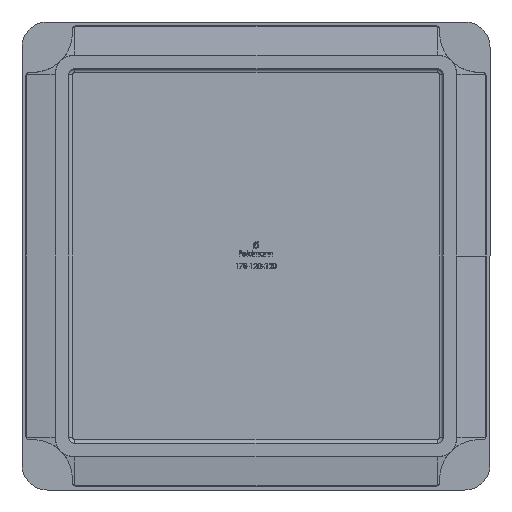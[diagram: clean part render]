
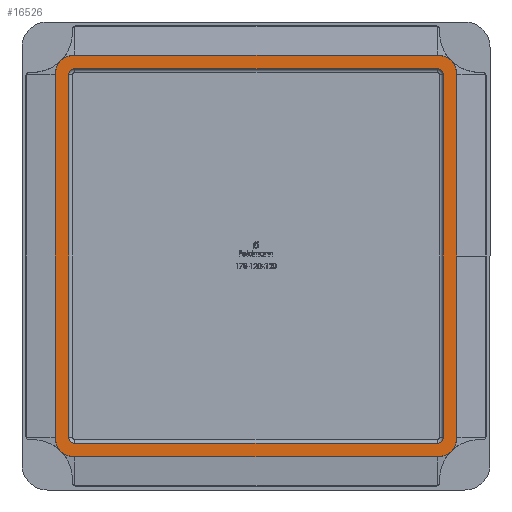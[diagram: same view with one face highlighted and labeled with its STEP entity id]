
A CAD part, front view. The second image highlights one B-rep face of the part: STEP entity #16526.
In plain terms, the highlighted planar face has unit normal (0, -1, 0).
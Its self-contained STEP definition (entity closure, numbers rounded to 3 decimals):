
#64 = EDGE_CURVE ( 'NONE', #9742, #17809, #5154, .T. ) ;
#119 = DIRECTION ( 'NONE',  ( 0., 0., 1. ) ) ;
#236 = CARTESIAN_POINT ( 'NONE',  ( -48., -21., 46.5 ) ) ;
#434 = CARTESIAN_POINT ( 'NONE',  ( 46.5, -21., 51.5 ) ) ;
#451 = CARTESIAN_POINT ( 'NONE',  ( 48., -21., 46.5 ) ) ;
#556 = VERTEX_POINT ( 'NONE', #2942 ) ;
#564 = DIRECTION ( 'NONE',  ( 0., -1., 0. ) ) ;
#945 = CARTESIAN_POINT ( 'NONE',  ( -46.5, -21., 48. ) ) ;
#1007 = CARTESIAN_POINT ( 'NONE',  ( 46.5, -21., -46.5 ) ) ;
#1025 = ORIENTED_EDGE ( 'NONE', *, *, #8790, .F. ) ;
#1057 = DIRECTION ( 'NONE',  ( -1., 0., 0. ) ) ;
#1146 = AXIS2_PLACEMENT_3D ( 'NONE', #13152, #3370, #119 ) ;
#1209 = CARTESIAN_POINT ( 'NONE',  ( -46.5, -21., 51.5 ) ) ;
#1232 = CARTESIAN_POINT ( 'NONE',  ( -46.5, -21., -51.5 ) ) ;
#1249 = LINE ( 'NONE', #19082, #6360 ) ;
#1586 = DIRECTION ( 'NONE',  ( 0., 0., -1. ) ) ;
#1664 = VERTEX_POINT ( 'NONE', #434 ) ;
#1680 = CIRCLE ( 'NONE', #3500, 5. ) ;
#1897 = CARTESIAN_POINT ( 'NONE',  ( 46.5, -21., 46.5 ) ) ;
#2111 = CARTESIAN_POINT ( 'NONE',  ( -51.5, -21., 46.5 ) ) ;
#2433 = DIRECTION ( 'NONE',  ( 0., -1., 0. ) ) ;
#2459 = EDGE_LOOP ( 'NONE', ( #13274, #3343, #11844, #8889, #1025, #15331, #17728, #18645 ) ) ;
#2584 = CARTESIAN_POINT ( 'NONE',  ( 48., -21., 46.5 ) ) ;
#2699 = CARTESIAN_POINT ( 'NONE',  ( -46.5, -21., 48. ) ) ;
#2705 = VERTEX_POINT ( 'NONE', #11447 ) ;
#2942 = CARTESIAN_POINT ( 'NONE',  ( -46.5, -21., -48. ) ) ;
#3104 = ORIENTED_EDGE ( 'NONE', *, *, #19394, .T. ) ;
#3284 = VERTEX_POINT ( 'NONE', #9911 ) ;
#3343 = ORIENTED_EDGE ( 'NONE', *, *, #5640, .F. ) ;
#3370 = DIRECTION ( 'NONE',  ( 0., -1., 0. ) ) ;
#3500 = AXIS2_PLACEMENT_3D ( 'NONE', #1007, #19364, #1586 ) ;
#4059 = EDGE_CURVE ( 'NONE', #1664, #8981, #1249, .T. ) ;
#4203 = EDGE_CURVE ( 'NONE', #10985, #15454, #19251, .T. ) ;
#4343 = PLANE ( 'NONE',  #13375 ) ;
#4686 = CARTESIAN_POINT ( 'NONE',  ( -46.5, -21., -51.5 ) ) ;
#4847 = EDGE_CURVE ( 'NONE', #10532, #10985, #11898, .T. ) ;
#4914 = DIRECTION ( 'NONE',  ( 0., -1., 0. ) ) ;
#5154 = LINE ( 'NONE', #16576, #17563 ) ;
#5640 = EDGE_CURVE ( 'NONE', #15852, #9742, #11611, .T. ) ;
#5749 = DIRECTION ( 'NONE',  ( 0., 0., -1. ) ) ;
#5761 = LINE ( 'NONE', #451, #6017 ) ;
#5816 = FACE_OUTER_BOUND ( 'NONE', #20229, .T. ) ;
#5822 = AXIS2_PLACEMENT_3D ( 'NONE', #10458, #2433, #17338 ) ;
#6017 = VECTOR ( 'NONE', #10241, 1000. ) ;
#6072 = CARTESIAN_POINT ( 'NONE',  ( 51.5, -21., 46.5 ) ) ;
#6225 = EDGE_CURVE ( 'NONE', #8981, #10532, #9560, .T. ) ;
#6255 = AXIS2_PLACEMENT_3D ( 'NONE', #1897, #4914, #8367 ) ;
#6360 = VECTOR ( 'NONE', #12717, 1000. ) ;
#6402 = CARTESIAN_POINT ( 'NONE',  ( 46.5, -21., 48. ) ) ;
#6698 = CARTESIAN_POINT ( 'NONE',  ( 51.5, -21., -46.5 ) ) ;
#7233 = EDGE_CURVE ( 'NONE', #17809, #556, #15155, .T. ) ;
#7272 = ORIENTED_EDGE ( 'NONE', *, *, #8152, .T. ) ;
#7608 = VECTOR ( 'NONE', #13241, 1000. ) ;
#7726 = AXIS2_PLACEMENT_3D ( 'NONE', #19994, #564, #10356 ) ;
#7776 = LINE ( 'NONE', #11951, #12832 ) ;
#7796 = EDGE_CURVE ( 'NONE', #16432, #3284, #20432, .T. ) ;
#8152 = EDGE_CURVE ( 'NONE', #3284, #1664, #9808, .T. ) ;
#8367 = DIRECTION ( 'NONE',  ( 0., 0., 1. ) ) ;
#8500 = CARTESIAN_POINT ( 'NONE',  ( -46.5, -21., 46.5 ) ) ;
#8790 = EDGE_CURVE ( 'NONE', #2705, #14461, #5761, .T. ) ;
#8889 = ORIENTED_EDGE ( 'NONE', *, *, #11067, .F. ) ;
#8981 = VERTEX_POINT ( 'NONE', #1209 ) ;
#9425 = ORIENTED_EDGE ( 'NONE', *, *, #6225, .T. ) ;
#9457 = ORIENTED_EDGE ( 'NONE', *, *, #12584, .T. ) ;
#9560 = CIRCLE ( 'NONE', #14785, 5. ) ;
#9742 = VERTEX_POINT ( 'NONE', #236 ) ;
#9808 = CIRCLE ( 'NONE', #6255, 5. ) ;
#9911 = CARTESIAN_POINT ( 'NONE',  ( 51.5, -21., 46.5 ) ) ;
#10093 = CARTESIAN_POINT ( 'NONE',  ( -51.5, -21., 46.5 ) ) ;
#10241 = DIRECTION ( 'NONE',  ( 0., 0., 1. ) ) ;
#10356 = DIRECTION ( 'NONE',  ( 0., 0., 1. ) ) ;
#10422 = CARTESIAN_POINT ( 'NONE',  ( -48., -21., -46.5 ) ) ;
#10458 = CARTESIAN_POINT ( 'NONE',  ( -46.5, -21., 46.5 ) ) ;
#10532 = VERTEX_POINT ( 'NONE', #10093 ) ;
#10702 = CARTESIAN_POINT ( 'NONE',  ( 46.5, -21., -46.5 ) ) ;
#10922 = DIRECTION ( 'NONE',  ( 0., 0., -1. ) ) ;
#10985 = VERTEX_POINT ( 'NONE', #16589 ) ;
#11067 = EDGE_CURVE ( 'NONE', #14461, #14169, #12782, .T. ) ;
#11447 = CARTESIAN_POINT ( 'NONE',  ( 48., -21., -46.5 ) ) ;
#11562 = VERTEX_POINT ( 'NONE', #19224 ) ;
#11611 = CIRCLE ( 'NONE', #5822, 1.5 ) ;
#11844 = ORIENTED_EDGE ( 'NONE', *, *, #16211, .F. ) ;
#11897 = EDGE_CURVE ( 'NONE', #12744, #2705, #12508, .T. ) ;
#11898 = LINE ( 'NONE', #2111, #7608 ) ;
#11951 = CARTESIAN_POINT ( 'NONE',  ( -46.5, -21., -48. ) ) ;
#12087 = AXIS2_PLACEMENT_3D ( 'NONE', #12606, #20607, #15860 ) ;
#12128 = VECTOR ( 'NONE', #1057, 1000. ) ;
#12508 = CIRCLE ( 'NONE', #19987, 1.5 ) ;
#12547 = DIRECTION ( 'NONE',  ( 0., -1., 0. ) ) ;
#12584 = EDGE_CURVE ( 'NONE', #15454, #11562, #14519, .T. ) ;
#12606 = CARTESIAN_POINT ( 'NONE',  ( 46.5, -21., 46.5 ) ) ;
#12717 = DIRECTION ( 'NONE',  ( -1., 0., 0. ) ) ;
#12744 = VERTEX_POINT ( 'NONE', #19878 ) ;
#12782 = CIRCLE ( 'NONE', #12087, 1.5 ) ;
#12832 = VECTOR ( 'NONE', #19967, 1000. ) ;
#12835 = VECTOR ( 'NONE', #17373, 1000. ) ;
#12864 = DIRECTION ( 'NONE',  ( 1., 0., 0. ) ) ;
#13152 = CARTESIAN_POINT ( 'NONE',  ( -46.5, -21., -46.5 ) ) ;
#13241 = DIRECTION ( 'NONE',  ( 0., 0., -1. ) ) ;
#13274 = ORIENTED_EDGE ( 'NONE', *, *, #64, .F. ) ;
#13375 = AXIS2_PLACEMENT_3D ( 'NONE', #15871, #12547, #10922 ) ;
#14089 = DIRECTION ( 'NONE',  ( 0., -1., 0. ) ) ;
#14169 = VERTEX_POINT ( 'NONE', #6402 ) ;
#14461 = VERTEX_POINT ( 'NONE', #2584 ) ;
#14519 = LINE ( 'NONE', #1232, #19055 ) ;
#14785 = AXIS2_PLACEMENT_3D ( 'NONE', #8500, #19675, #14816 ) ;
#14816 = DIRECTION ( 'NONE',  ( 0., 0., 1. ) ) ;
#15155 = CIRCLE ( 'NONE', #7726, 1.5 ) ;
#15331 = ORIENTED_EDGE ( 'NONE', *, *, #11897, .F. ) ;
#15454 = VERTEX_POINT ( 'NONE', #4686 ) ;
#15632 = ORIENTED_EDGE ( 'NONE', *, *, #4847, .T. ) ;
#15819 = ORIENTED_EDGE ( 'NONE', *, *, #4203, .T. ) ;
#15852 = VERTEX_POINT ( 'NONE', #945 ) ;
#15860 = DIRECTION ( 'NONE',  ( 0., 0., 1. ) ) ;
#15871 = CARTESIAN_POINT ( 'NONE',  ( 46.5, -21., -46.5 ) ) ;
#16187 = LINE ( 'NONE', #2699, #12128 ) ;
#16211 = EDGE_CURVE ( 'NONE', #14169, #15852, #16187, .T. ) ;
#16432 = VERTEX_POINT ( 'NONE', #6698 ) ;
#16526 = ADVANCED_FACE ( 'NONE', ( #5816, #19221 ), #4343, .T. ) ;
#16576 = CARTESIAN_POINT ( 'NONE',  ( -48., -21., 46.5 ) ) ;
#16589 = CARTESIAN_POINT ( 'NONE',  ( -51.5, -21., -46.5 ) ) ;
#17279 = ORIENTED_EDGE ( 'NONE', *, *, #7796, .T. ) ;
#17338 = DIRECTION ( 'NONE',  ( 0., 0., 1. ) ) ;
#17373 = DIRECTION ( 'NONE',  ( 0., 0., 1. ) ) ;
#17563 = VECTOR ( 'NONE', #18185, 1000. ) ;
#17728 = ORIENTED_EDGE ( 'NONE', *, *, #20211, .F. ) ;
#17809 = VERTEX_POINT ( 'NONE', #10422 ) ;
#18185 = DIRECTION ( 'NONE',  ( 0., 0., -1. ) ) ;
#18645 = ORIENTED_EDGE ( 'NONE', *, *, #7233, .F. ) ;
#19055 = VECTOR ( 'NONE', #12864, 1000. ) ;
#19082 = CARTESIAN_POINT ( 'NONE',  ( -46.5, -21., 51.5 ) ) ;
#19221 = FACE_BOUND ( 'NONE', #2459, .T. ) ;
#19224 = CARTESIAN_POINT ( 'NONE',  ( 46.5, -21., -51.5 ) ) ;
#19251 = CIRCLE ( 'NONE', #1146, 5. ) ;
#19364 = DIRECTION ( 'NONE',  ( 0., -1., 0. ) ) ;
#19394 = EDGE_CURVE ( 'NONE', #11562, #16432, #1680, .T. ) ;
#19675 = DIRECTION ( 'NONE',  ( 0., -1., 0. ) ) ;
#19878 = CARTESIAN_POINT ( 'NONE',  ( 46.5, -21., -48. ) ) ;
#19967 = DIRECTION ( 'NONE',  ( 1., 0., 0. ) ) ;
#19987 = AXIS2_PLACEMENT_3D ( 'NONE', #10702, #14089, #5749 ) ;
#19994 = CARTESIAN_POINT ( 'NONE',  ( -46.5, -21., -46.5 ) ) ;
#20211 = EDGE_CURVE ( 'NONE', #556, #12744, #7776, .T. ) ;
#20229 = EDGE_LOOP ( 'NONE', ( #3104, #17279, #7272, #20237, #9425, #15632, #15819, #9457 ) ) ;
#20237 = ORIENTED_EDGE ( 'NONE', *, *, #4059, .T. ) ;
#20432 = LINE ( 'NONE', #6072, #12835 ) ;
#20607 = DIRECTION ( 'NONE',  ( 0., -1., 0. ) ) ;
